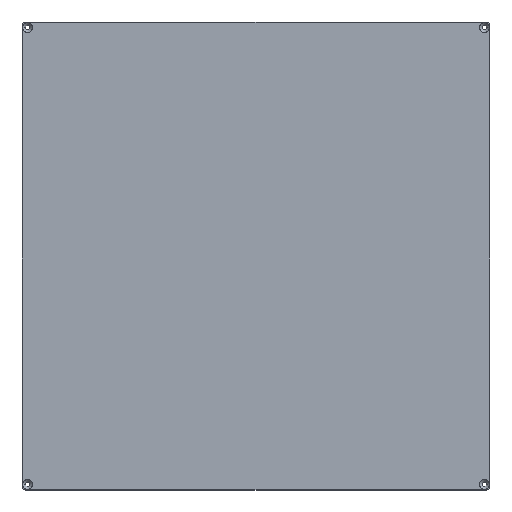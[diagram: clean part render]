
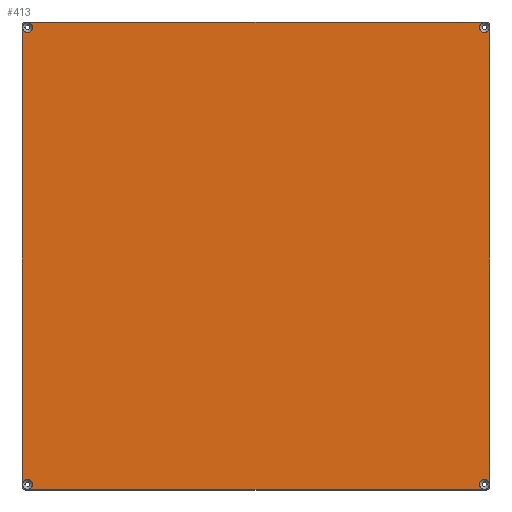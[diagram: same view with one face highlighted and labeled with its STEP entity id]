
A CAD part, top view. The second image highlights one B-rep face of the part: STEP entity #413.
In plain terms, the highlighted planar face has unit normal (0, 0, 1).
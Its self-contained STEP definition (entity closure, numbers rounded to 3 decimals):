
#238=CARTESIAN_POINT('Axis2P3D Location',(0.,0.,6.)) ;
#243=CARTESIAN_POINT('Line Origine',(0.,313.5,6.)) ;
#247=CARTESIAN_POINT('Vertex',(0.,417.,6.)) ;
#249=CARTESIAN_POINT('Vertex',(0.,210.,6.)) ;
#252=CARTESIAN_POINT('Line Origine',(0.,106.5,6.)) ;
#256=CARTESIAN_POINT('Vertex',(0.,3.,6.)) ;
#259=CARTESIAN_POINT('Axis2P3D Location',(3.,3.,6.)) ;
#263=CARTESIAN_POINT('Vertex',(3.,0.,6.)) ;
#266=CARTESIAN_POINT('Line Origine',(106.5,0.,6.)) ;
#270=CARTESIAN_POINT('Vertex',(210.,0.,6.)) ;
#273=CARTESIAN_POINT('Line Origine',(313.5,0.,6.)) ;
#277=CARTESIAN_POINT('Vertex',(417.,0.,6.)) ;
#280=CARTESIAN_POINT('Axis2P3D Location',(417.,3.,6.)) ;
#284=CARTESIAN_POINT('Vertex',(420.,3.,6.)) ;
#287=CARTESIAN_POINT('Line Origine',(420.,106.5,6.)) ;
#291=CARTESIAN_POINT('Vertex',(420.,210.,6.)) ;
#294=CARTESIAN_POINT('Line Origine',(420.,313.5,6.)) ;
#298=CARTESIAN_POINT('Vertex',(420.,417.,6.)) ;
#301=CARTESIAN_POINT('Axis2P3D Location',(417.,417.,6.)) ;
#305=CARTESIAN_POINT('Vertex',(417.,420.,6.)) ;
#308=CARTESIAN_POINT('Line Origine',(313.5,420.,6.)) ;
#312=CARTESIAN_POINT('Vertex',(210.,420.,6.)) ;
#315=CARTESIAN_POINT('Line Origine',(106.5,420.,6.)) ;
#319=CARTESIAN_POINT('Vertex',(3.,420.,6.)) ;
#322=CARTESIAN_POINT('Axis2P3D Location',(3.,417.,6.)) ;
#341=CARTESIAN_POINT('Axis2P3D Location',(415.,5.,6.)) ;
#345=CARTESIAN_POINT('Vertex',(410.65,5.,6.)) ;
#347=CARTESIAN_POINT('Vertex',(419.35,5.,6.)) ;
#350=CARTESIAN_POINT('Axis2P3D Location',(415.,5.,6.)) ;
#359=CARTESIAN_POINT('Axis2P3D Location',(415.,415.,6.)) ;
#363=CARTESIAN_POINT('Vertex',(419.35,415.,6.)) ;
#365=CARTESIAN_POINT('Vertex',(410.65,415.,6.)) ;
#368=CARTESIAN_POINT('Axis2P3D Location',(415.,415.,6.)) ;
#377=CARTESIAN_POINT('Axis2P3D Location',(5.,5.,6.)) ;
#381=CARTESIAN_POINT('Vertex',(9.35,5.,6.)) ;
#383=CARTESIAN_POINT('Vertex',(0.65,5.,6.)) ;
#386=CARTESIAN_POINT('Axis2P3D Location',(5.,5.,6.)) ;
#395=CARTESIAN_POINT('Axis2P3D Location',(5.,415.,6.)) ;
#399=CARTESIAN_POINT('Vertex',(9.35,415.,6.)) ;
#401=CARTESIAN_POINT('Vertex',(0.65,415.,6.)) ;
#404=CARTESIAN_POINT('Axis2P3D Location',(5.,415.,6.)) ;
#245=VECTOR('Line Direction',#244,1.) ;
#254=VECTOR('Line Direction',#253,1.) ;
#268=VECTOR('Line Direction',#267,1.) ;
#275=VECTOR('Line Direction',#274,1.) ;
#289=VECTOR('Line Direction',#288,1.) ;
#296=VECTOR('Line Direction',#295,1.) ;
#310=VECTOR('Line Direction',#309,1.) ;
#317=VECTOR('Line Direction',#316,1.) ;
#239=DIRECTION('Axis2P3D Direction',(0.,0.,1.)) ;
#240=DIRECTION('Axis2P3D XDirection',(1.,0.,0.)) ;
#244=DIRECTION('Vector Direction',(0.,1.,0.)) ;
#253=DIRECTION('Vector Direction',(0.,-1.,0.)) ;
#260=DIRECTION('Axis2P3D Direction',(0.,0.,1.)) ;
#267=DIRECTION('Vector Direction',(1.,0.,0.)) ;
#274=DIRECTION('Vector Direction',(-1.,0.,0.)) ;
#281=DIRECTION('Axis2P3D Direction',(0.,0.,1.)) ;
#288=DIRECTION('Vector Direction',(0.,-1.,0.)) ;
#295=DIRECTION('Vector Direction',(0.,1.,0.)) ;
#302=DIRECTION('Axis2P3D Direction',(0.,0.,1.)) ;
#309=DIRECTION('Vector Direction',(-1.,0.,0.)) ;
#316=DIRECTION('Vector Direction',(1.,0.,0.)) ;
#323=DIRECTION('Axis2P3D Direction',(0.,0.,1.)) ;
#342=DIRECTION('Axis2P3D Direction',(0.,0.,1.)) ;
#351=DIRECTION('Axis2P3D Direction',(0.,0.,1.)) ;
#360=DIRECTION('Axis2P3D Direction',(0.,0.,1.)) ;
#369=DIRECTION('Axis2P3D Direction',(0.,0.,1.)) ;
#378=DIRECTION('Axis2P3D Direction',(0.,0.,1.)) ;
#387=DIRECTION('Axis2P3D Direction',(0.,0.,1.)) ;
#396=DIRECTION('Axis2P3D Direction',(0.,0.,1.)) ;
#405=DIRECTION('Axis2P3D Direction',(0.,0.,1.)) ;
#241=AXIS2_PLACEMENT_3D('Plane Axis2P3D',#238,#239,#240) ;
#261=AXIS2_PLACEMENT_3D('Circle Axis2P3D',#259,#260,$) ;
#282=AXIS2_PLACEMENT_3D('Circle Axis2P3D',#280,#281,$) ;
#303=AXIS2_PLACEMENT_3D('Circle Axis2P3D',#301,#302,$) ;
#324=AXIS2_PLACEMENT_3D('Circle Axis2P3D',#322,#323,$) ;
#343=AXIS2_PLACEMENT_3D('Circle Axis2P3D',#341,#342,$) ;
#352=AXIS2_PLACEMENT_3D('Circle Axis2P3D',#350,#351,$) ;
#361=AXIS2_PLACEMENT_3D('Circle Axis2P3D',#359,#360,$) ;
#370=AXIS2_PLACEMENT_3D('Circle Axis2P3D',#368,#369,$) ;
#379=AXIS2_PLACEMENT_3D('Circle Axis2P3D',#377,#378,$) ;
#388=AXIS2_PLACEMENT_3D('Circle Axis2P3D',#386,#387,$) ;
#397=AXIS2_PLACEMENT_3D('Circle Axis2P3D',#395,#396,$) ;
#406=AXIS2_PLACEMENT_3D('Circle Axis2P3D',#404,#405,$) ;
#246=LINE('Line',#243,#245) ;
#255=LINE('Line',#252,#254) ;
#269=LINE('Line',#266,#268) ;
#276=LINE('Line',#273,#275) ;
#290=LINE('Line',#287,#289) ;
#297=LINE('Line',#294,#296) ;
#311=LINE('Line',#308,#310) ;
#318=LINE('Line',#315,#317) ;
#262=CIRCLE('generated circle',#261,3.) ;
#283=CIRCLE('generated circle',#282,3.) ;
#304=CIRCLE('generated circle',#303,3.) ;
#325=CIRCLE('generated circle',#324,3.) ;
#344=CIRCLE('generated circle',#343,4.35) ;
#353=CIRCLE('generated circle',#352,4.35) ;
#362=CIRCLE('generated circle',#361,4.35) ;
#371=CIRCLE('generated circle',#370,4.35) ;
#380=CIRCLE('generated circle',#379,4.35) ;
#389=CIRCLE('generated circle',#388,4.35) ;
#398=CIRCLE('generated circle',#397,4.35) ;
#407=CIRCLE('generated circle',#406,4.35) ;
#242=PLANE('',#241) ;
#358=FACE_BOUND('',#355,.T.) ;
#376=FACE_BOUND('',#373,.T.) ;
#394=FACE_BOUND('',#391,.T.) ;
#412=FACE_BOUND('',#409,.T.) ;
#251=EDGE_CURVE('',#248,#250,#246,.F.) ;
#258=EDGE_CURVE('',#250,#257,#255,.T.) ;
#265=EDGE_CURVE('',#264,#257,#262,.F.) ;
#272=EDGE_CURVE('',#264,#271,#269,.T.) ;
#279=EDGE_CURVE('',#271,#278,#276,.F.) ;
#286=EDGE_CURVE('',#285,#278,#283,.F.) ;
#293=EDGE_CURVE('',#285,#292,#290,.F.) ;
#300=EDGE_CURVE('',#292,#299,#297,.T.) ;
#307=EDGE_CURVE('',#306,#299,#304,.F.) ;
#314=EDGE_CURVE('',#306,#313,#311,.T.) ;
#321=EDGE_CURVE('',#313,#320,#318,.F.) ;
#326=EDGE_CURVE('',#248,#320,#325,.F.) ;
#349=EDGE_CURVE('',#346,#348,#344,.T.) ;
#354=EDGE_CURVE('',#348,#346,#353,.T.) ;
#367=EDGE_CURVE('',#364,#366,#362,.T.) ;
#372=EDGE_CURVE('',#366,#364,#371,.T.) ;
#385=EDGE_CURVE('',#382,#384,#380,.T.) ;
#390=EDGE_CURVE('',#384,#382,#389,.T.) ;
#403=EDGE_CURVE('',#400,#402,#398,.T.) ;
#408=EDGE_CURVE('',#402,#400,#407,.T.) ;
#327=EDGE_LOOP('',(#328,#329,#330,#331,#332,#333,#334,#335,#336,#337,#338,#339)) ;
#355=EDGE_LOOP('',(#356,#357)) ;
#373=EDGE_LOOP('',(#374,#375)) ;
#391=EDGE_LOOP('',(#392,#393)) ;
#409=EDGE_LOOP('',(#410,#411)) ;
#328=ORIENTED_EDGE('',*,*,#251,.T.) ;
#329=ORIENTED_EDGE('',*,*,#258,.T.) ;
#330=ORIENTED_EDGE('',*,*,#265,.F.) ;
#331=ORIENTED_EDGE('',*,*,#272,.T.) ;
#332=ORIENTED_EDGE('',*,*,#279,.T.) ;
#333=ORIENTED_EDGE('',*,*,#286,.F.) ;
#334=ORIENTED_EDGE('',*,*,#293,.T.) ;
#335=ORIENTED_EDGE('',*,*,#300,.T.) ;
#336=ORIENTED_EDGE('',*,*,#307,.F.) ;
#337=ORIENTED_EDGE('',*,*,#314,.T.) ;
#338=ORIENTED_EDGE('',*,*,#321,.T.) ;
#339=ORIENTED_EDGE('',*,*,#326,.F.) ;
#356=ORIENTED_EDGE('',*,*,#349,.F.) ;
#357=ORIENTED_EDGE('',*,*,#354,.F.) ;
#374=ORIENTED_EDGE('',*,*,#367,.F.) ;
#375=ORIENTED_EDGE('',*,*,#372,.F.) ;
#392=ORIENTED_EDGE('',*,*,#385,.F.) ;
#393=ORIENTED_EDGE('',*,*,#390,.F.) ;
#410=ORIENTED_EDGE('',*,*,#403,.F.) ;
#411=ORIENTED_EDGE('',*,*,#408,.F.) ;
#248=VERTEX_POINT('',#247) ;
#250=VERTEX_POINT('',#249) ;
#257=VERTEX_POINT('',#256) ;
#264=VERTEX_POINT('',#263) ;
#271=VERTEX_POINT('',#270) ;
#278=VERTEX_POINT('',#277) ;
#285=VERTEX_POINT('',#284) ;
#292=VERTEX_POINT('',#291) ;
#299=VERTEX_POINT('',#298) ;
#306=VERTEX_POINT('',#305) ;
#313=VERTEX_POINT('',#312) ;
#320=VERTEX_POINT('',#319) ;
#346=VERTEX_POINT('',#345) ;
#348=VERTEX_POINT('',#347) ;
#364=VERTEX_POINT('',#363) ;
#366=VERTEX_POINT('',#365) ;
#382=VERTEX_POINT('',#381) ;
#384=VERTEX_POINT('',#383) ;
#400=VERTEX_POINT('',#399) ;
#402=VERTEX_POINT('',#401) ;
#413=ADVANCED_FACE('Corps principal',(#340,#358,#376,#394,#412),#242,.T.) ;
#340=FACE_OUTER_BOUND('',#327,.T.) ;
